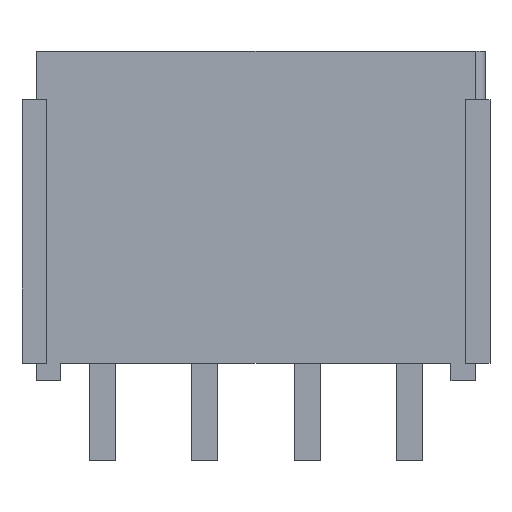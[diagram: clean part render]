
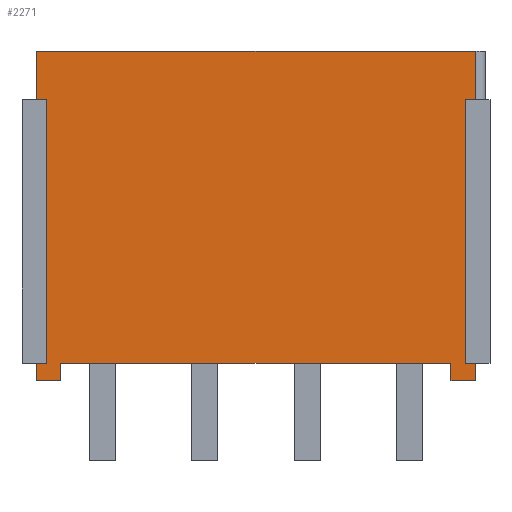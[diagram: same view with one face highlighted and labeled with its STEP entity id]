
A CAD part, top view. The second image highlights one B-rep face of the part: STEP entity #2271.
In plain terms, the highlighted planar face has unit normal (0, 0, 1).
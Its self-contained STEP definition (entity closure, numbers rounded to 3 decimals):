
#5=DIRECTION('',(0.,-1.,0.));
#6=VECTOR('',#5,0.7);
#7=CARTESIAN_POINT('',(-9.,0.7,4.8));
#8=LINE('',#7,#6);
#29=DIRECTION('',(0.,-1.,0.));
#30=VECTOR('',#29,2.);
#31=CARTESIAN_POINT('',(-9.,13.5,4.8));
#32=LINE('',#31,#30);
#105=DIRECTION('',(1.,0.,0.));
#106=VECTOR('',#105,0.4);
#107=CARTESIAN_POINT('',(-9.,0.7,4.8));
#108=LINE('',#107,#106);
#109=DIRECTION('',(0.,1.,0.));
#110=VECTOR('',#109,10.8);
#111=CARTESIAN_POINT('',(-8.6,0.7,4.8));
#112=LINE('',#111,#110);
#113=DIRECTION('',(1.,0.,0.));
#114=VECTOR('',#113,0.4);
#115=CARTESIAN_POINT('',(-9.,11.5,4.8));
#116=LINE('',#115,#114);
#117=DIRECTION('',(1.,0.,0.));
#118=VECTOR('',#117,18.);
#119=CARTESIAN_POINT('',(-9.,13.5,4.8));
#120=LINE('',#119,#118);
#121=DIRECTION('',(1.,0.,0.));
#122=VECTOR('',#121,0.4);
#123=CARTESIAN_POINT('',(8.6,11.5,4.8));
#124=LINE('',#123,#122);
#125=DIRECTION('',(0.,1.,0.));
#126=VECTOR('',#125,10.8);
#127=CARTESIAN_POINT('',(8.6,0.7,4.8));
#128=LINE('',#127,#126);
#129=DIRECTION('',(1.,0.,0.));
#130=VECTOR('',#129,0.4);
#131=CARTESIAN_POINT('',(8.6,0.7,4.8));
#132=LINE('',#131,#130);
#133=DIRECTION('',(0.,1.,0.));
#134=VECTOR('',#133,0.7);
#135=CARTESIAN_POINT('',(8.,0.,4.8));
#136=LINE('',#135,#134);
#137=DIRECTION('',(-1.,0.,0.));
#138=VECTOR('',#137,16.);
#139=CARTESIAN_POINT('',(8.,0.7,4.8));
#140=LINE('',#139,#138);
#141=DIRECTION('',(0.,1.,0.));
#142=VECTOR('',#141,0.7);
#143=CARTESIAN_POINT('',(-8.,0.,4.8));
#144=LINE('',#143,#142);
#514=DIRECTION('',(1.,0.,0.));
#515=VECTOR('',#514,1.);
#516=CARTESIAN_POINT('',(-9.,0.,4.8));
#517=LINE('',#516,#515);
#530=DIRECTION('',(1.,0.,0.));
#531=VECTOR('',#530,1.);
#532=CARTESIAN_POINT('',(8.,0.,4.8));
#533=LINE('',#532,#531);
#574=DIRECTION('',(0.,-1.,0.));
#575=VECTOR('',#574,0.7);
#576=CARTESIAN_POINT('',(9.,0.7,4.8));
#577=LINE('',#576,#575);
#590=DIRECTION('',(0.,-1.,0.));
#591=VECTOR('',#590,2.);
#592=CARTESIAN_POINT('',(9.,13.5,4.8));
#593=LINE('',#592,#591);
#1592=CARTESIAN_POINT('',(-9.,13.5,4.8));
#1594=VERTEX_POINT('',#1592);
#1595=CARTESIAN_POINT('',(9.,13.5,4.8));
#1596=VERTEX_POINT('',#1595);
#1715=CARTESIAN_POINT('',(-8.,0.,4.8));
#1716=CARTESIAN_POINT('',(-8.,0.7,4.8));
#1717=VERTEX_POINT('',#1715);
#1718=VERTEX_POINT('',#1716);
#1719=CARTESIAN_POINT('',(8.,0.,4.8));
#1720=CARTESIAN_POINT('',(8.,0.7,4.8));
#1721=VERTEX_POINT('',#1719);
#1722=VERTEX_POINT('',#1720);
#1723=CARTESIAN_POINT('',(-9.,0.,4.8));
#1724=VERTEX_POINT('',#1723);
#1725=CARTESIAN_POINT('',(9.,0.,4.8));
#1726=VERTEX_POINT('',#1725);
#1899=CARTESIAN_POINT('',(-9.,0.7,4.8));
#1901=VERTEX_POINT('',#1899);
#1903=CARTESIAN_POINT('',(-9.,11.5,4.8));
#1905=VERTEX_POINT('',#1903);
#1907=CARTESIAN_POINT('',(9.,0.7,4.8));
#1909=VERTEX_POINT('',#1907);
#1911=CARTESIAN_POINT('',(9.,11.5,4.8));
#1913=VERTEX_POINT('',#1911);
#1915=CARTESIAN_POINT('',(-8.6,0.7,4.8));
#1916=VERTEX_POINT('',#1915);
#1917=CARTESIAN_POINT('',(8.6,0.7,4.8));
#1918=VERTEX_POINT('',#1917);
#1919=CARTESIAN_POINT('',(-8.6,11.5,4.8));
#1920=VERTEX_POINT('',#1919);
#1921=CARTESIAN_POINT('',(8.6,11.5,4.8));
#1922=VERTEX_POINT('',#1921);
#2238=CARTESIAN_POINT('',(-9.,13.5,4.8));
#2239=DIRECTION('',(0.,0.,1.));
#2240=DIRECTION('',(0.,-1.,0.));
#2241=AXIS2_PLACEMENT_3D('',#2238,#2239,#2240);
#2242=PLANE('',#2241);
#2243=ORIENTED_EDGE('',*,*,#2161,.T.);
#2245=ORIENTED_EDGE('',*,*,#2244,.T.);
#2246=ORIENTED_EDGE('',*,*,#2206,.F.);
#2247=ORIENTED_EDGE('',*,*,#2138,.F.);
#2249=ORIENTED_EDGE('',*,*,#2248,.T.);
#2251=ORIENTED_EDGE('',*,*,#2250,.T.);
#2252=ORIENTED_EDGE('',*,*,#2233,.F.);
#2254=ORIENTED_EDGE('',*,*,#2253,.F.);
#2255=ORIENTED_EDGE('',*,*,#2173,.T.);
#2257=ORIENTED_EDGE('',*,*,#2256,.T.);
#2259=ORIENTED_EDGE('',*,*,#2258,.F.);
#2261=ORIENTED_EDGE('',*,*,#2260,.T.);
#2263=ORIENTED_EDGE('',*,*,#2262,.T.);
#2265=ORIENTED_EDGE('',*,*,#2264,.F.);
#2267=ORIENTED_EDGE('',*,*,#2266,.F.);
#2268=ORIENTED_EDGE('',*,*,#2126,.F.);
#2269=EDGE_LOOP('',(#2243,#2245,#2246,#2247,#2249,#2251,#2252,#2254,#2255,#2257,
#2259,#2261,#2263,#2265,#2267,#2268));
#2270=FACE_OUTER_BOUND('',#2269,.F.);
#2271=ADVANCED_FACE('',(#2270),#2242,.T.);
#2126=EDGE_CURVE('',#1901,#1724,#8,.T.);
#2138=EDGE_CURVE('',#1594,#1905,#32,.T.);
#2161=EDGE_CURVE('',#1901,#1916,#108,.T.);
#2173=EDGE_CURVE('',#1918,#1909,#132,.T.);
#2206=EDGE_CURVE('',#1905,#1920,#116,.T.);
#2233=EDGE_CURVE('',#1922,#1913,#124,.T.);
#2244=EDGE_CURVE('',#1916,#1920,#112,.T.);
#2248=EDGE_CURVE('',#1594,#1596,#120,.T.);
#2250=EDGE_CURVE('',#1596,#1913,#593,.T.);
#2253=EDGE_CURVE('',#1918,#1922,#128,.T.);
#2256=EDGE_CURVE('',#1909,#1726,#577,.T.);
#2258=EDGE_CURVE('',#1721,#1726,#533,.T.);
#2260=EDGE_CURVE('',#1721,#1722,#136,.T.);
#2262=EDGE_CURVE('',#1722,#1718,#140,.T.);
#2264=EDGE_CURVE('',#1717,#1718,#144,.T.);
#2266=EDGE_CURVE('',#1724,#1717,#517,.T.);
